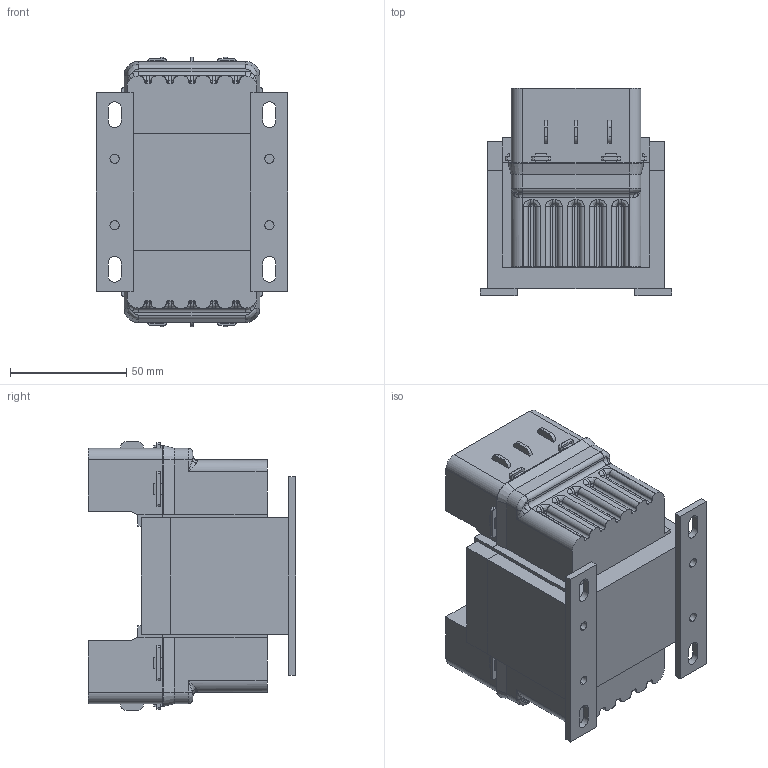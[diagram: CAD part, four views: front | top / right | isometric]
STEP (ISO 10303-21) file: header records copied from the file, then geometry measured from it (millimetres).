
FILE_DESCRIPTION (( 'STEP AP214' ), '1' );
FILE_NAME ('PH100MGJ.step', '2017-08-15T17:47:44', ( '' ), ( '' ), 'SwSTEP 2.0', 'SolidWorks 2017', '' );
FILE_SCHEMA (( 'AUTOMOTIVE_DESIGN' ));
Length unit declared in the file: inch
Products named in the file (1): PH100MGJ
Bounding box: 82.55 x 89.25 x 116 mm (x, y, z)
Volume: 481453.4 mm3; surface area: 81177.4 mm2
Topology: 8 solids, 8 shells, 496 faces, 1286 edges, 788 vertices
Faces by surface type: plane 288, cylinder 148, bspline 56, cone 4
Entity records: 16126 total; most frequent: CARTESIAN_POINT 4192, ORIENTED_EDGE 2524, DIRECTION 2340, EDGE_CURVE 1262, VECTOR 906, LINE 906, VERTEX_POINT 788, AXIS2_PLACEMENT_3D 717
